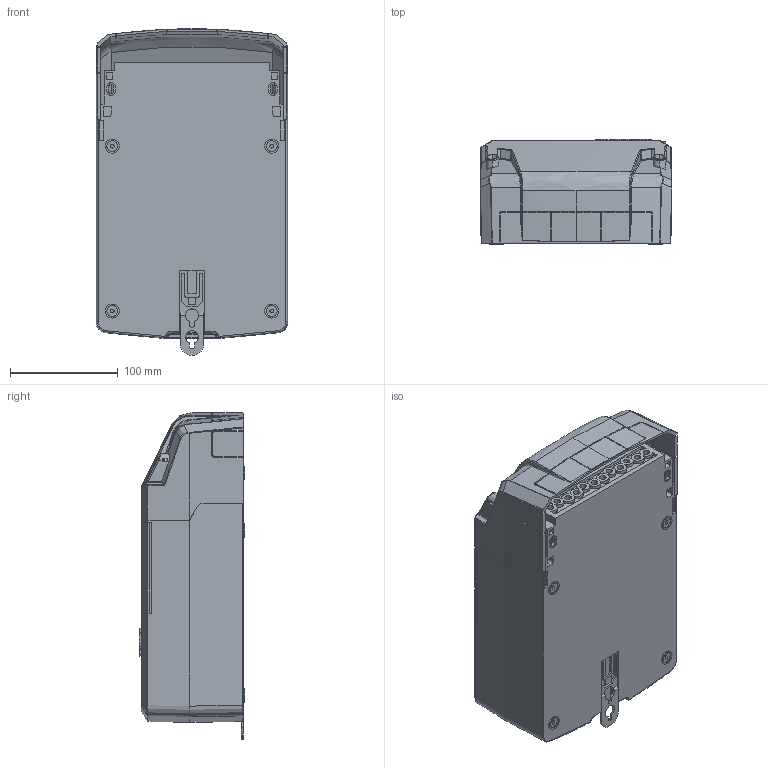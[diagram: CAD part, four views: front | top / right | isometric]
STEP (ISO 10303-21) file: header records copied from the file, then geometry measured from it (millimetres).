
FILE_DESCRIPTION (( 'STEP AP214' ), '1' );
FILE_NAME ('CME-1C8-PLC 扻薧樇襝僗闉 STAR PLC+RS-485 IEK.STEP', '2020-02-18T11:47:43', ( '' ), ( '' ), 'SwSTEP 2.0', 'SolidWorks 2017', '' );
FILE_SCHEMA (( 'AUTOMOTIVE_DESIGN' ));
Length unit declared in the file: millimetre
Products named in the file (1): CME-1C8-PLC 扻薧樇襝僗闉 STAR PLC+RS-485 IEK
Bounding box: 178 x 97.5 x 302.9 mm (x, y, z)
Volume: 3910020.3 mm3; surface area: 299651.1 mm2
Topology: 2 solids, 2 shells, 1746 faces, 4804 edges, 3164 vertices
Faces by surface type: plane 1200, cylinder 414, bspline 114, sphere 10, cone 4, torus 4
Entity records: 60203 total; most frequent: CARTESIAN_POINT 15875, ORIENTED_EDGE 9600, DIRECTION 8688, EDGE_CURVE 4800, LINE 3344, VECTOR 3344, VERTEX_POINT 3164, AXIS2_PLACEMENT_3D 2672
